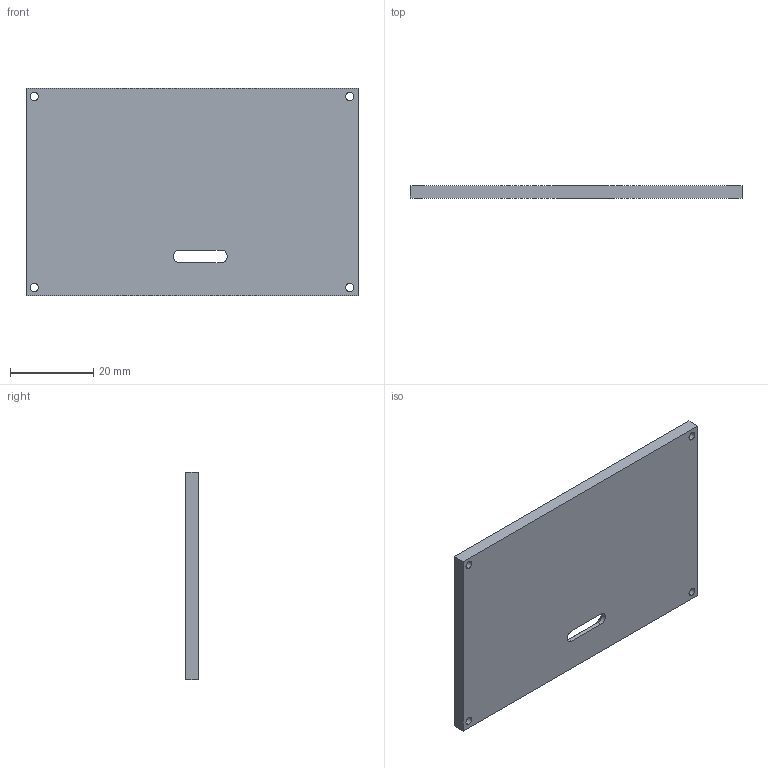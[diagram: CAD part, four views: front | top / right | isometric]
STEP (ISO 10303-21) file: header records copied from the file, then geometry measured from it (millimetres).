
FILE_DESCRIPTION (( 'STEP AP203' ), '1' );
FILE_NAME ('28-ControlBoxCup .STEP', '2021-07-30T09:41:54', ( '' ), ( '' ), 'SwSTEP 2.0', 'SolidWorks 2020', '' );
FILE_SCHEMA (( 'CONFIG_CONTROL_DESIGN' ));
Length unit declared in the file: millimetre
Products named in the file (1): 28-ControlBoxCup 
Bounding box: 80 x 3 x 50 mm (x, y, z)
Volume: 11780.2 mm3; surface area: 8809.1 mm2
Topology: 1 solids, 1 shells, 30 faces, 72 edges, 44 vertices
Faces by surface type: cone 10, cylinder 10, plane 10
Entity records: 967 total; most frequent: DIRECTION 164, CARTESIAN_POINT 147, ORIENTED_EDGE 144, EDGE_CURVE 72, AXIS2_PLACEMENT_3D 61, VERTEX_POINT 44, VECTOR 42, LINE 42
